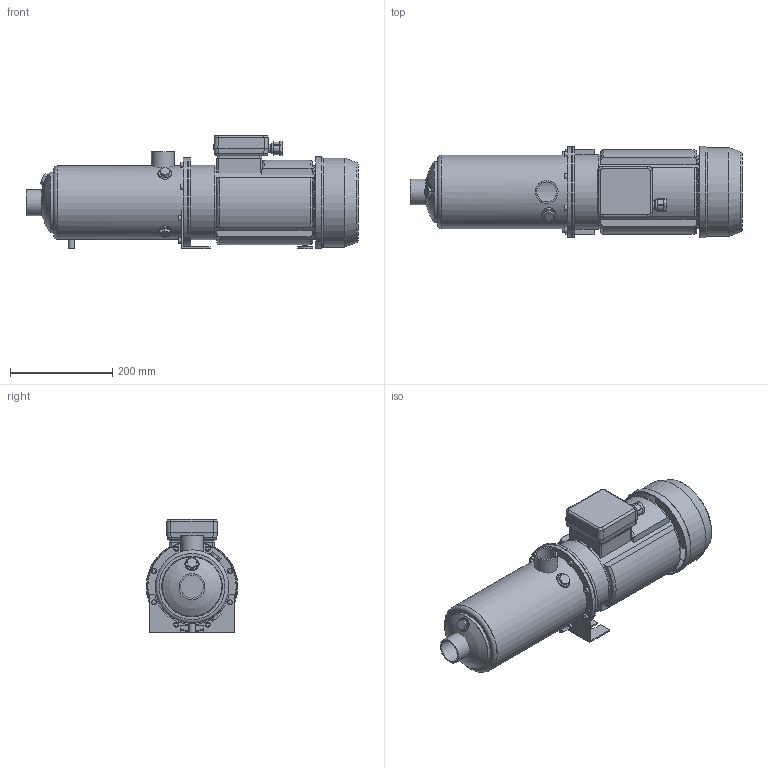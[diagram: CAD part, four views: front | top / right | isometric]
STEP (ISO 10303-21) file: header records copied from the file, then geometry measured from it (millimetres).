
FILE_DESCRIPTION(/* description */ ('-'),/* implementation_level */ '2;1');
FILE_NAME(/* name */ 'EH 9 [8] T',/* time_stamp */ '2017-03-20T08:29:05+01:00',/* author */ ('Simonelli M.'),/* organization */ ('Franklin Electric'),/* preprocessor_version */ 'ST-DEVELOPER v16.7',/* originating_system */ 'DEX',/* authorisation */ $);
FILE_SCHEMA (('AUTOMOTIVE_DESIGN {1 0 10303 214 3 1 1}'));
Length unit declared in the file: millimetre
Products named in the file (10): EH 9 [8] T; Flangia motore Tonda M90; Corpo 9 [8]; Motore MEC 90 - T [3kW IE3]; carcassa MEC 90 [3kW IE3]; Copriventola MEC 90; Ghiera PG13,5 cod. SAV.GHI.20; Basetta MEC 80-90-100 T; Piedino MEC 90 int.90; Staffa 3-5-9 int.90
Assembly tree (9 placements, depth 3):
  EH 9 [8] T
    Flangia motore Tonda M90
    Corpo 9 [8]
    Motore MEC 90 - T [3kW IE3]
      carcassa MEC 90 [3kW IE3]
      Copriventola MEC 90
      Ghiera PG13,5 cod. SAV.GHI.20
      Basetta MEC 80-90-100 T
    Piedino MEC 90 int.90
    Staffa 3-5-9 int.90
Bounding box: 650.6 x 179.1 x 221.5 mm (x, y, z)
Volume: 3204189.8 mm3; surface area: 798971.9 mm2
Topology: 8 solids, 8 shells, 336 faces, 803 edges, 532 vertices
Faces by surface type: plane 190, cylinder 101, cone 24, torus 11, bspline 8, sphere 2
Full cylindrical faces by diameter (mm): 7 x4, 10 x9, 12 x1, 13 x1, 17 x1, 19.73 x1, 20.4 x1, 21 x1, 30 x1, 38.952 x1, 44.5 x1, 44.845 x1, 50.8 x1, 116.1 x1, 118.5 x1, 135 x1, 140 x3, 141.1 x1, 143.5 x1, 145 x1, 146 x1, 169.5 x1, 173.5 x1, 174.1 x2, 174.5 x1, 176.5 x2, 179.1 x1
Entity records: 14633 total; most frequent: CARTESIAN_POINT 5605, DIRECTION 1565, ORIENTED_EDGE 1406, EDGE_CURVE 703, AXIS2_PLACEMENT_3D 581, VERTEX_POINT 497, EDGE_LOOP 460, FACE_BOUND 460
